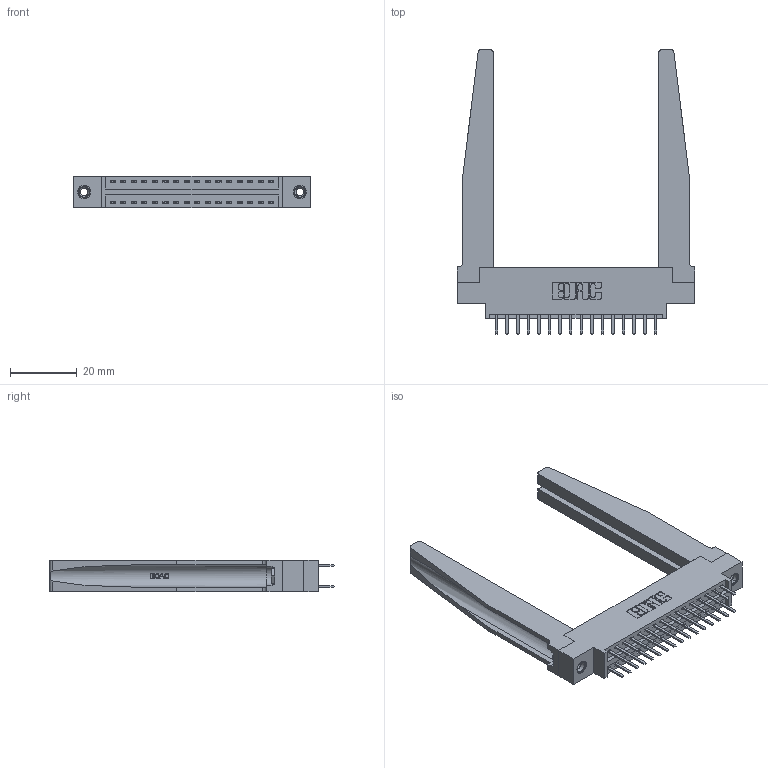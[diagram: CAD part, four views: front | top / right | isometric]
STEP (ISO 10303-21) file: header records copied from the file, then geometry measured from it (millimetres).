
FILE_DESCRIPTION (( 'STEP AP203' ), '1' );
FILE_NAME ('346-032-520-878.STEP', '2022-05-19T17:34:29', ( '' ), ( '' ), 'SwSTEP 2.0', 'SolidWorks 2020', '' );
FILE_SCHEMA (( 'CONFIG_CONTROL_DESIGN' ));
Length unit declared in the file: inch
Products named in the file (5): 346 Part_0.170 Offset - 0.156 Dia-TH; 346-220-078_345-220-078; 346-032-520-878; 345-250-001_345-250-001-102; 345-292-001_345-293-120
Assembly tree (37 placements, depth 2):
  346-032-520-878
    346 Part_0.170 Offset - 0.156 Dia-TH
    345-292-001_345-293-120  x32
    346-220-078_345-220-078  x2
    345-250-001_345-250-001-102  x2
Bounding box: 71.37 x 85.29 x 9.4 mm (x, y, z)
Volume: 13480 mm3; surface area: 15342.5 mm2
Topology: 37 solids, 37 shells, 2166 faces, 6201 edges, 4038 vertices
Faces by surface type: plane 1420, cylinder 694, bspline 36, cone 12, torus 4
Entity records: 19352 total; most frequent: CARTESIAN_POINT 4181, ORIENTED_EDGE 2990, DIRECTION 2709, EDGE_CURVE 1495, LINE 1201, VECTOR 1201, VERTEX_POINT 988, AXIS2_PLACEMENT_3D 754
